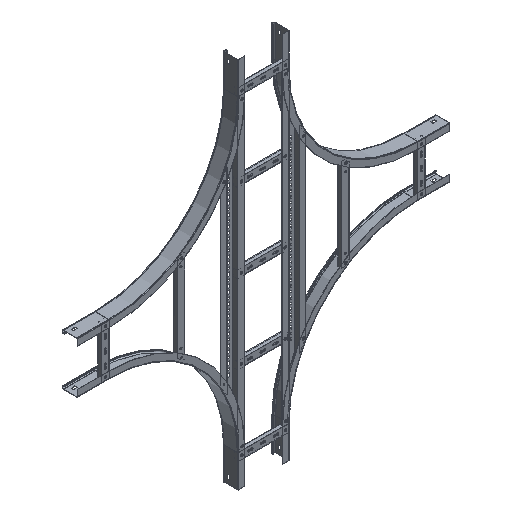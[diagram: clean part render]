
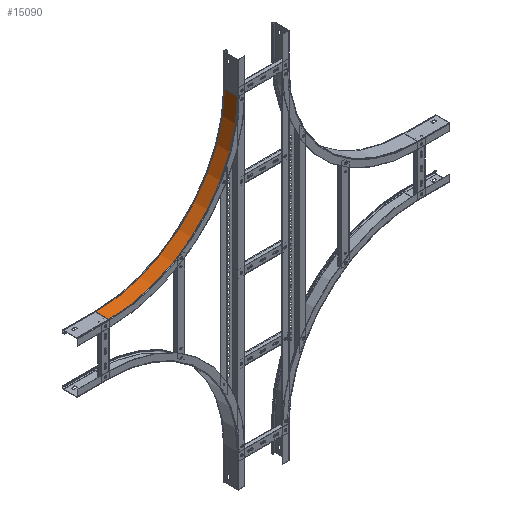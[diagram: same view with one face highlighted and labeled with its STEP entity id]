
A CAD part, isometric view. The second image highlights one B-rep face of the part: STEP entity #15090.
In plain terms, the highlighted cylindrical face has radius 500 mm (diameter 1000 mm), a partial arc.
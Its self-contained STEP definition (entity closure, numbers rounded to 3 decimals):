
#655 = LINE ( 'NONE', #9259, #9980 ) ;
#1223 = CARTESIAN_POINT ( 'NONE',  ( 500., 54., 0. ) ) ;
#2189 = CARTESIAN_POINT ( 'NONE',  ( 146.447, 2.5, -353.553 ) ) ;
#3847 = AXIS2_PLACEMENT_3D ( 'NONE', #11287, #6909, #23226 ) ;
#4355 = ORIENTED_EDGE ( 'NONE', *, *, #25128, .F. ) ;
#5407 = EDGE_CURVE ( 'NONE', #5731, #25267, #655, .T. ) ;
#5731 = VERTEX_POINT ( 'NONE', #2189 ) ;
#6125 = CYLINDRICAL_SURFACE ( 'NONE', #15250, 500. ) ;
#6909 = DIRECTION ( 'NONE',  ( 0., -1., 0. ) ) ;
#7329 = CARTESIAN_POINT ( 'NONE',  ( 146.447, 54., 353.553 ) ) ;
#7434 = DIRECTION ( 'NONE',  ( 0., -1., 0. ) ) ;
#7721 = VERTEX_POINT ( 'NONE', #16744 ) ;
#7973 = CIRCLE ( 'NONE', #16822, 500. ) ;
#8044 = ORIENTED_EDGE ( 'NONE', *, *, #25033, .T. ) ;
#9259 = CARTESIAN_POINT ( 'NONE',  ( 146.447, 2.5, -353.553 ) ) ;
#9578 = EDGE_LOOP ( 'NONE', ( #16204, #4355, #8044, #26497 ) ) ;
#9580 = CARTESIAN_POINT ( 'NONE',  ( 146.447, 54., -353.553 ) ) ;
#9980 = VECTOR ( 'NONE', #23634, 1000. ) ;
#10922 = CARTESIAN_POINT ( 'NONE',  ( 146.447, 2.5, 353.553 ) ) ;
#11287 = CARTESIAN_POINT ( 'NONE',  ( 500., 2.5, 0. ) ) ;
#13343 = VERTEX_POINT ( 'NONE', #7329 ) ;
#13581 = FACE_OUTER_BOUND ( 'NONE', #9578, .T. ) ;
#14272 = VECTOR ( 'NONE', #17506, 1000. ) ;
#14895 = CIRCLE ( 'NONE', #3847, 500. ) ;
#15090 = ADVANCED_FACE ( 'NONE', ( #13581 ), #6125, .F. ) ;
#15250 = AXIS2_PLACEMENT_3D ( 'NONE', #16370, #22363, #20466 ) ;
#15697 = DIRECTION ( 'NONE',  ( -0.707, 0., 0.707 ) ) ;
#16179 = LINE ( 'NONE', #10922, #14272 ) ;
#16204 = ORIENTED_EDGE ( 'NONE', *, *, #25751, .F. ) ;
#16370 = CARTESIAN_POINT ( 'NONE',  ( 500., 0., 0. ) ) ;
#16744 = CARTESIAN_POINT ( 'NONE',  ( 146.447, 2.5, 353.553 ) ) ;
#16822 = AXIS2_PLACEMENT_3D ( 'NONE', #1223, #7434, #15697 ) ;
#17506 = DIRECTION ( 'NONE',  ( 0., 1., 0. ) ) ;
#20466 = DIRECTION ( 'NONE',  ( 0., 0., -1. ) ) ;
#22363 = DIRECTION ( 'NONE',  ( 0., -1., 0. ) ) ;
#23226 = DIRECTION ( 'NONE',  ( -0.707, 0., 0.707 ) ) ;
#23634 = DIRECTION ( 'NONE',  ( 0., 1., 0. ) ) ;
#25033 = EDGE_CURVE ( 'NONE', #7721, #5731, #14895, .T. ) ;
#25128 = EDGE_CURVE ( 'NONE', #7721, #13343, #16179, .T. ) ;
#25267 = VERTEX_POINT ( 'NONE', #9580 ) ;
#25751 = EDGE_CURVE ( 'NONE', #13343, #25267, #7973, .T. ) ;
#26497 = ORIENTED_EDGE ( 'NONE', *, *, #5407, .T. ) ;
